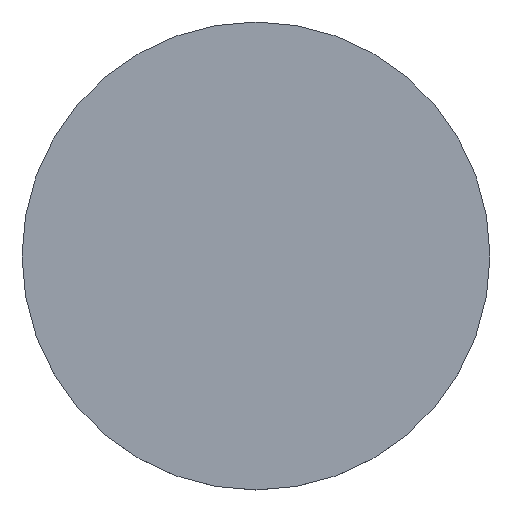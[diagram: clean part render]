
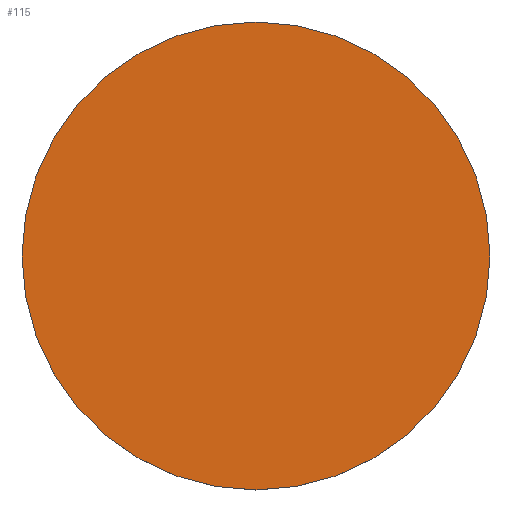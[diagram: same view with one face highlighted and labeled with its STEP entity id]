
A CAD part, top view. The second image highlights one B-rep face of the part: STEP entity #115.
In plain terms, the highlighted planar face has unit normal (0, 0, 1).
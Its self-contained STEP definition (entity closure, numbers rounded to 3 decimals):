
#5 = CIRCLE ( 'NONE', #89, 25.4 ) ;
#9 = FACE_OUTER_BOUND ( 'NONE', #109, .T. ) ;
#11 = CARTESIAN_POINT ( 'NONE',  ( -25.4, 0., 1.5 ) ) ;
#21 = EDGE_CURVE ( 'NONE', #164, #87, #68, .T. ) ;
#55 = AXIS2_PLACEMENT_3D ( 'NONE', #60, #132, #144 ) ;
#60 = CARTESIAN_POINT ( 'NONE',  ( 0., 0., 1.5 ) ) ;
#68 = CIRCLE ( 'NONE', #55, 25.4 ) ;
#77 = DIRECTION ( 'NONE',  ( 0., 0., 1. ) ) ;
#79 = DIRECTION ( 'NONE',  ( 1., 0., 0. ) ) ;
#87 = VERTEX_POINT ( 'NONE', #11 ) ;
#88 = ORIENTED_EDGE ( 'NONE', *, *, #119, .T. ) ;
#89 = AXIS2_PLACEMENT_3D ( 'NONE', #102, #117, #79 ) ;
#94 = DIRECTION ( 'NONE',  ( 1., 0., 0. ) ) ;
#102 = CARTESIAN_POINT ( 'NONE',  ( 0., 0., 1.5 ) ) ;
#104 = CARTESIAN_POINT ( 'NONE',  ( 25.4, 0., 1.5 ) ) ;
#109 = EDGE_LOOP ( 'NONE', ( #88, #159 ) ) ;
#115 = ADVANCED_FACE ( 'NONE', ( #9 ), #161, .T. ) ;
#117 = DIRECTION ( 'NONE',  ( 0., 0., 1. ) ) ;
#119 = EDGE_CURVE ( 'NONE', #87, #164, #5, .T. ) ;
#132 = DIRECTION ( 'NONE',  ( 0., 0., 1. ) ) ;
#144 = DIRECTION ( 'NONE',  ( 1., 0., 0. ) ) ;
#146 = CARTESIAN_POINT ( 'NONE',  ( 0., 0., 1.5 ) ) ;
#158 = AXIS2_PLACEMENT_3D ( 'NONE', #146, #77, #94 ) ;
#159 = ORIENTED_EDGE ( 'NONE', *, *, #21, .T. ) ;
#161 = PLANE ( 'NONE',  #158 ) ;
#164 = VERTEX_POINT ( 'NONE', #104 ) ;
